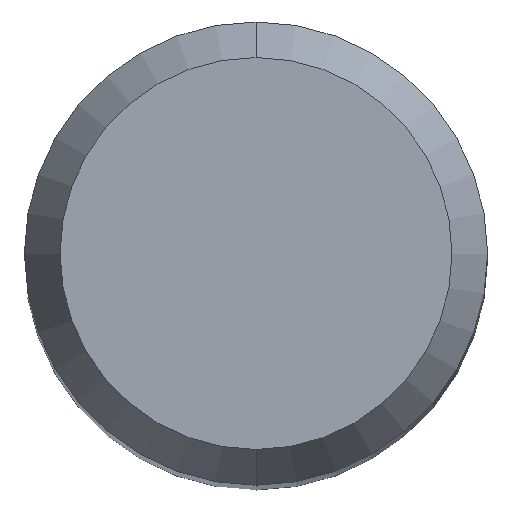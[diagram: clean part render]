
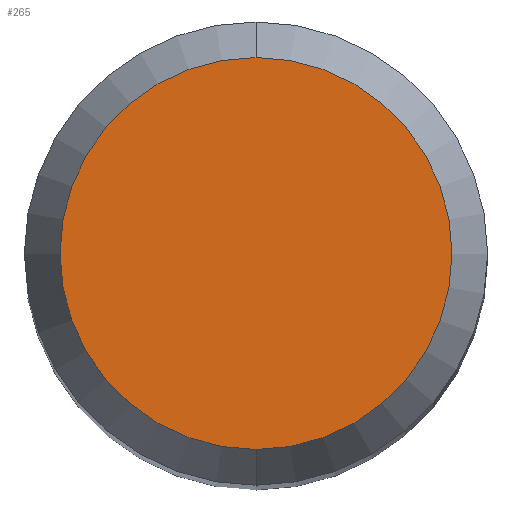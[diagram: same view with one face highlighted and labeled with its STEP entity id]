
A CAD part, top view. The second image highlights one B-rep face of the part: STEP entity #265.
In plain terms, the highlighted planar face has unit normal (0, 0, 1).
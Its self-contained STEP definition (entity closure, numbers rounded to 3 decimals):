
#233=VERTEX_POINT('',#596);
#265=ADVANCED_FACE('',(#636),#637,.T.);
#433=VERTEX_POINT('',#823);
#485=EDGE_CURVE('',#233,#433,#879,.T.);
#513=EDGE_CURVE('',#433,#233,#909,.T.);
#596=CARTESIAN_POINT('',(0.,-2.538,0.0));
#636=FACE_OUTER_BOUND('',#1068,.T.);
#637=PLANE('',#1069);
#823=CARTESIAN_POINT('',(0.0,2.538,0.0));
#879=CIRCLE('',#1531,2.538);
#909=CIRCLE('',#1597,2.538);
#1068=EDGE_LOOP('',(#1758,#1759));
#1069=AXIS2_PLACEMENT_3D('',#1760,#1761,#1762);
#1531=AXIS2_PLACEMENT_3D('',#2027,#2028,#2029);
#1597=AXIS2_PLACEMENT_3D('',#2063,#2064,#2065);
#1758=ORIENTED_EDGE('',*,*,#513,.F.);
#1759=ORIENTED_EDGE('',*,*,#485,.F.);
#1760=CARTESIAN_POINT('',(0.0,1.269,0.0));
#1761=DIRECTION('',(-0.0,0.0,1.0));
#1762=DIRECTION('',(0.0,-1.0,0.0));
#2027=CARTESIAN_POINT('',(0.0,0.0,0.0));
#2028=DIRECTION('',(0.0,0.0,-1.0));
#2029=DIRECTION('',(0.0,1.0,0.0));
#2063=CARTESIAN_POINT('',(0.0,0.0,0.0));
#2064=DIRECTION('',(0.0,0.0,-1.0));
#2065=DIRECTION('',(0.0,1.0,0.0));
